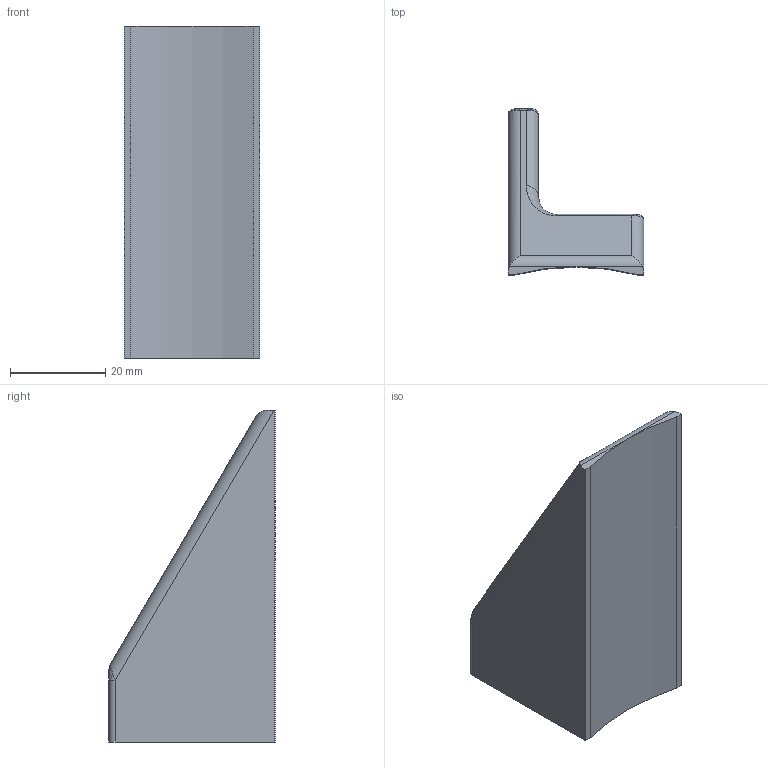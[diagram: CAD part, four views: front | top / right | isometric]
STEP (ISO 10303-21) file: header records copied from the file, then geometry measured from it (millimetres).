
FILE_DESCRIPTION (( 'STEP AP214' ), '1' );
FILE_NAME ('AERO-100X100X0125 Aerodynamic Fin Bracket Tip, for 1.00 X 1.00 X .125 Aluminum Angle, Mojave Sphinx.STEP', '2024-08-17T20:32:27', ( '' ), ( '' ), 'SwSTEP 2.0', 'SolidWorks 2022', '' );
FILE_SCHEMA (( 'AUTOMOTIVE_DESIGN' ));
Length unit declared in the file: inch
Products named in the file (1): AERO-100X100X0125 Aerodynamic Fin Bracket Tip, for 1.00 X 1.00 X .125 Aluminum Angle, Mojave Sphinx
Bounding box: 28.57 x 34.92 x 69.85 mm (x, y, z)
Volume: 23982.3 mm3; surface area: 8825.9 mm2
Topology: 1 solids, 1 shells, 38 faces, 97 edges, 59 vertices
Faces by surface type: plane 17, cylinder 14, bspline 7
Entity records: 1235 total; most frequent: CARTESIAN_POINT 359, ORIENTED_EDGE 188, DIRECTION 160, EDGE_CURVE 94, VERTEX_POINT 59, VECTOR 56, LINE 56, AXIS2_PLACEMENT_3D 52
